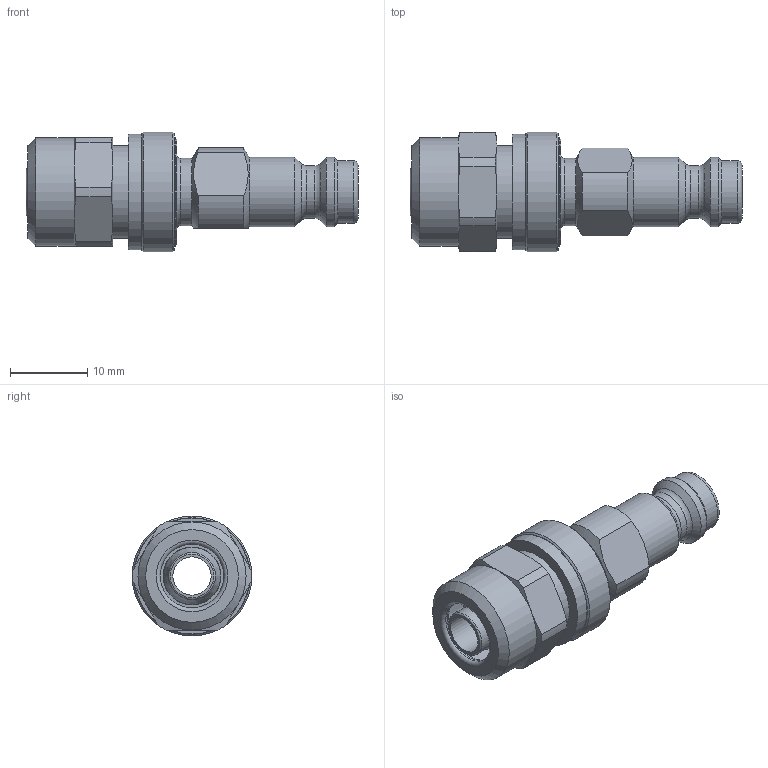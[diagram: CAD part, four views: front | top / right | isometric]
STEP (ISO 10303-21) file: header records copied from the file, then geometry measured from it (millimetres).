
FILE_DESCRIPTION((''),'2;1');
FILE_NAME('21sfko08mxx3.stp','2014-05-05T08:53:42',('AS035480'),(''),'Autodesk Inventor 2013','Autodesk Inventor 2013','');
FILE_SCHEMA(('AUTOMOTIVE_DESIGN { 1 0 10303 214 1 1 1 1 }'));
Length unit declared in the file: millimetre
Products named in the file (4): D110426; D110422; D104771; D102231
Assembly tree (3 placements, depth 2):
  D110426
    D110422
    D104771
    D102231
Bounding box: 43 x 15.5 x 15.5 mm (x, y, z)
Volume: 3490.5 mm3; surface area: 3934.6 mm2
Topology: 3 solids, 4 shells, 86 faces, 179 edges, 105 vertices
Faces by surface type: cylinder 28, cone 27, plane 21, torus 10
Full cylindrical faces by diameter (mm): 4.95 x1, 6.05 x1, 6.7 x1, 6.831 x1, 8.1 x1, 8.25 x1, 8.4 x1, 8.7 x1, 9 x2, 10 x1, 11.153 x1, 12 x1, 13.85 x1, 14 x2, 14.05 x1, 15 x1, 15.5 x1
Entity records: 2135 total; most frequent: CARTESIAN_POINT 387, DIRECTION 372, ORIENTED_EDGE 264, AXIS2_PLACEMENT_3D 177, EDGE_LOOP 142, EDGE_CURVE 132, VERTEX_POINT 102, FACE_OUTER_BOUND 86
